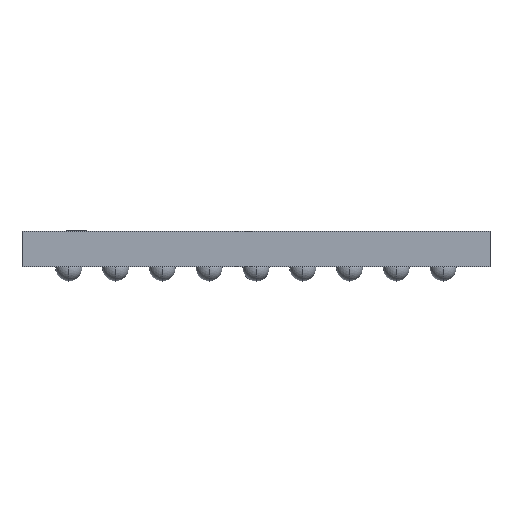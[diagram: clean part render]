
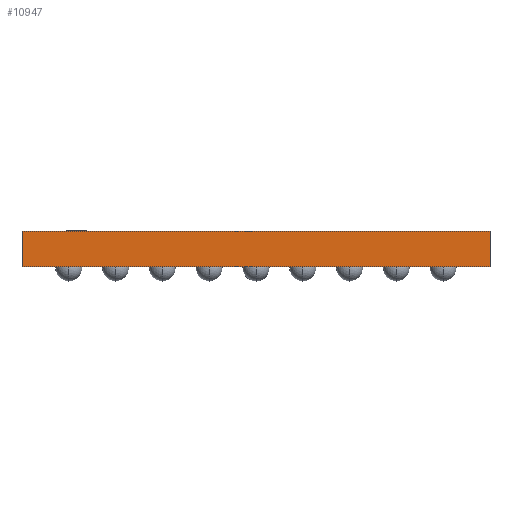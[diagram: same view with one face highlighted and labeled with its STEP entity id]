
A CAD part, left-side view. The second image highlights one B-rep face of the part: STEP entity #10947.
In plain terms, the highlighted planar face has unit normal (-1, 0, 0).
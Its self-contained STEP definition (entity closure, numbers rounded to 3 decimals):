
#1265 = LINE ( 'NONE', #2681, #16238 ) ;
#1296 = CARTESIAN_POINT ( 'NONE',  ( -4., 4., 0. ) ) ;
#1326 = CARTESIAN_POINT ( 'NONE',  ( -4., -4., 0.6 ) ) ;
#1535 = VERTEX_POINT ( 'NONE', #9076 ) ;
#1952 = EDGE_LOOP ( 'NONE', ( #5476, #9965, #8255, #2405 ) ) ;
#2014 = LINE ( 'NONE', #17684, #8994 ) ;
#2405 = ORIENTED_EDGE ( 'NONE', *, *, #15079, .T. ) ;
#2599 = CARTESIAN_POINT ( 'NONE',  ( -4., -4., 0.6 ) ) ;
#2681 = CARTESIAN_POINT ( 'NONE',  ( -4., -4., 0.6 ) ) ;
#3294 = VECTOR ( 'NONE', #12282, 1000. ) ;
#3883 = CARTESIAN_POINT ( 'NONE',  ( -4., 4., 0.6 ) ) ;
#5476 = ORIENTED_EDGE ( 'NONE', *, *, #8577, .T. ) ;
#6987 = DIRECTION ( 'NONE',  ( 0., -1., 0. ) ) ;
#7190 = EDGE_CURVE ( 'NONE', #12424, #9754, #1265, .T. ) ;
#8052 = PLANE ( 'NONE',  #10003 ) ;
#8255 = ORIENTED_EDGE ( 'NONE', *, *, #7190, .F. ) ;
#8577 = EDGE_CURVE ( 'NONE', #9584, #1535, #10592, .T. ) ;
#8994 = VECTOR ( 'NONE', #13513, 1000. ) ;
#9076 = CARTESIAN_POINT ( 'NONE',  ( -4., -4., 0. ) ) ;
#9170 = CARTESIAN_POINT ( 'NONE',  ( -4., -4., 0. ) ) ;
#9584 = VERTEX_POINT ( 'NONE', #1296 ) ;
#9754 = VERTEX_POINT ( 'NONE', #2599 ) ;
#9965 = ORIENTED_EDGE ( 'NONE', *, *, #12101, .F. ) ;
#10003 = AXIS2_PLACEMENT_3D ( 'NONE', #1326, #18217, #13965 ) ;
#10592 = LINE ( 'NONE', #9170, #3294 ) ;
#10610 = FACE_OUTER_BOUND ( 'NONE', #1952, .T. ) ;
#10947 = ADVANCED_FACE ( 'NONE', ( #10610 ), #8052, .F. ) ;
#10982 = LINE ( 'NONE', #3883, #14792 ) ;
#12101 = EDGE_CURVE ( 'NONE', #9754, #1535, #2014, .T. ) ;
#12282 = DIRECTION ( 'NONE',  ( 0., -1., 0. ) ) ;
#12292 = DIRECTION ( 'NONE',  ( 0., 0., -1. ) ) ;
#12424 = VERTEX_POINT ( 'NONE', #13949 ) ;
#13513 = DIRECTION ( 'NONE',  ( 0., 0., -1. ) ) ;
#13949 = CARTESIAN_POINT ( 'NONE',  ( -4., 4., 0.6 ) ) ;
#13965 = DIRECTION ( 'NONE',  ( 0., 0., -1. ) ) ;
#14792 = VECTOR ( 'NONE', #12292, 1000. ) ;
#15079 = EDGE_CURVE ( 'NONE', #12424, #9584, #10982, .T. ) ;
#16238 = VECTOR ( 'NONE', #6987, 1000. ) ;
#17684 = CARTESIAN_POINT ( 'NONE',  ( -4., -4., 0.6 ) ) ;
#18217 = DIRECTION ( 'NONE',  ( 1., 0., 0. ) ) ;
